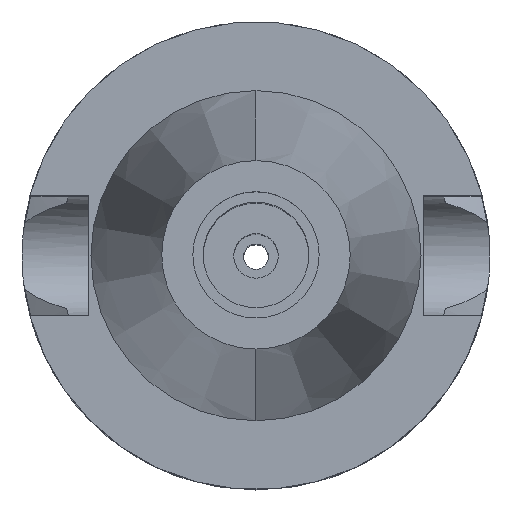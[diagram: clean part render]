
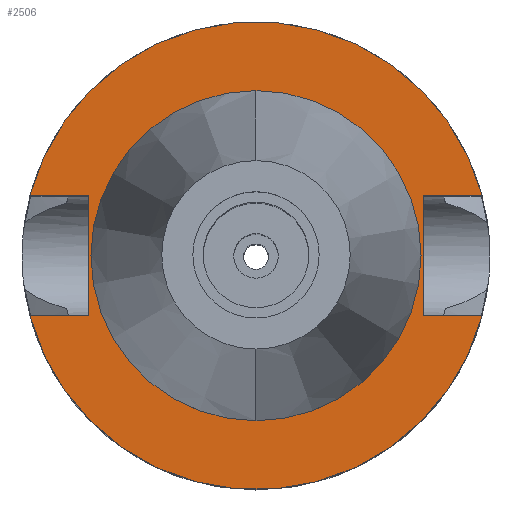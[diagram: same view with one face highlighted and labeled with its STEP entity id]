
A CAD part, top view. The second image highlights one B-rep face of the part: STEP entity #2506.
In plain terms, the highlighted planar face has unit normal (0, 0, 1).
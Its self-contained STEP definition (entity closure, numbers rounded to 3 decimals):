
#32 = DIRECTION ( 'NONE',  ( 0., -1., 0. ) ) ;
#88 = VERTEX_POINT ( 'NONE', #249 ) ;
#89 = LINE ( 'NONE', #1015, #1893 ) ;
#135 = CARTESIAN_POINT ( 'NONE',  ( 0., 0., -1. ) ) ;
#148 = CARTESIAN_POINT ( 'NONE',  ( 0., 0., -1. ) ) ;
#173 = VECTOR ( 'NONE', #990, 1000. ) ;
#175 = FACE_OUTER_BOUND ( 'NONE', #701, .T. ) ;
#212 = AXIS2_PLACEMENT_3D ( 'NONE', #1201, #2790, #2568 ) ;
#249 = CARTESIAN_POINT ( 'NONE',  ( -30.454, 8.05, -1. ) ) ;
#265 = CIRCLE ( 'NONE', #656, 22.225 ) ;
#292 = CARTESIAN_POINT ( 'NONE',  ( -30.454, -8.05, -1. ) ) ;
#319 = DIRECTION ( 'NONE',  ( 0., 1., 0. ) ) ;
#321 = CARTESIAN_POINT ( 'NONE',  ( 0., 0., -1. ) ) ;
#436 = ORIENTED_EDGE ( 'NONE', *, *, #2453, .T. ) ;
#476 = CARTESIAN_POINT ( 'NONE',  ( 30.454, 8.05, -1. ) ) ;
#518 = VERTEX_POINT ( 'NONE', #1794 ) ;
#549 = DIRECTION ( 'NONE',  ( 1., 0., 0. ) ) ;
#569 = DIRECTION ( 'NONE',  ( 0., 1., 0. ) ) ;
#643 = ORIENTED_EDGE ( 'NONE', *, *, #2564, .F. ) ;
#656 = AXIS2_PLACEMENT_3D ( 'NONE', #321, #2799, #32 ) ;
#673 = VERTEX_POINT ( 'NONE', #1992 ) ;
#701 = EDGE_LOOP ( 'NONE', ( #436, #1032, #956, #643, #1056, #1828, #870, #2280 ) ) ;
#747 = EDGE_LOOP ( 'NONE', ( #2032, #2010 ) ) ;
#838 = VERTEX_POINT ( 'NONE', #2175 ) ;
#860 = CARTESIAN_POINT ( 'NONE',  ( 0., -22.225, -1. ) ) ;
#870 = ORIENTED_EDGE ( 'NONE', *, *, #1639, .F. ) ;
#892 = VECTOR ( 'NONE', #1387, 1000. ) ;
#897 = VERTEX_POINT ( 'NONE', #476 ) ;
#909 = VECTOR ( 'NONE', #2496, 1000. ) ;
#956 = ORIENTED_EDGE ( 'NONE', *, *, #2035, .F. ) ;
#990 = DIRECTION ( 'NONE',  ( 0., -1., 0. ) ) ;
#1015 = CARTESIAN_POINT ( 'NONE',  ( 22.5, -8.05, -1. ) ) ;
#1032 = ORIENTED_EDGE ( 'NONE', *, *, #1727, .F. ) ;
#1056 = ORIENTED_EDGE ( 'NONE', *, *, #1869, .T. ) ;
#1103 = FACE_BOUND ( 'NONE', #747, .T. ) ;
#1188 = AXIS2_PLACEMENT_3D ( 'NONE', #135, #2133, #319 ) ;
#1201 = CARTESIAN_POINT ( 'NONE',  ( 0., 0., -1. ) ) ;
#1272 = CARTESIAN_POINT ( 'NONE',  ( 22.5, 8.05, -1. ) ) ;
#1351 = VERTEX_POINT ( 'NONE', #292 ) ;
#1380 = AXIS2_PLACEMENT_3D ( 'NONE', #148, #2677, #569 ) ;
#1387 = DIRECTION ( 'NONE',  ( -1., 0., 0. ) ) ;
#1397 = VERTEX_POINT ( 'NONE', #2870 ) ;
#1463 = VECTOR ( 'NONE', #2923, 1000. ) ;
#1490 = LINE ( 'NONE', #1272, #1463 ) ;
#1556 = CIRCLE ( 'NONE', #1188, 22.225 ) ;
#1557 = VERTEX_POINT ( 'NONE', #2723 ) ;
#1600 = LINE ( 'NONE', #2532, #892 ) ;
#1639 = EDGE_CURVE ( 'NONE', #838, #88, #1600, .T. ) ;
#1727 = EDGE_CURVE ( 'NONE', #1397, #1351, #2713, .T. ) ;
#1776 = CARTESIAN_POINT ( 'NONE',  ( 0., 0., -1. ) ) ;
#1788 = DIRECTION ( 'NONE',  ( -1., 0., 0. ) ) ;
#1794 = CARTESIAN_POINT ( 'NONE',  ( 0., 22.225, -1. ) ) ;
#1828 = ORIENTED_EDGE ( 'NONE', *, *, #2243, .F. ) ;
#1869 = EDGE_CURVE ( 'NONE', #1557, #897, #1490, .T. ) ;
#1893 = VECTOR ( 'NONE', #549, 1000. ) ;
#1904 = EDGE_CURVE ( 'NONE', #518, #2238, #1556, .T. ) ;
#1955 = VERTEX_POINT ( 'NONE', #2192 ) ;
#1992 = CARTESIAN_POINT ( 'NONE',  ( 22.5, -8.05, -1. ) ) ;
#2000 = AXIS2_PLACEMENT_3D ( 'NONE', #1776, #2753, #2738 ) ;
#2010 = ORIENTED_EDGE ( 'NONE', *, *, #2056, .F. ) ;
#2025 = CARTESIAN_POINT ( 'NONE',  ( -22.5, -8.05, -1. ) ) ;
#2032 = ORIENTED_EDGE ( 'NONE', *, *, #1904, .F. ) ;
#2035 = EDGE_CURVE ( 'NONE', #673, #1397, #89, .T. ) ;
#2056 = EDGE_CURVE ( 'NONE', #2238, #518, #265, .T. ) ;
#2120 = CARTESIAN_POINT ( 'NONE',  ( 22.5, 8.05, -1. ) ) ;
#2133 = DIRECTION ( 'NONE',  ( 0., 0., 1. ) ) ;
#2175 = CARTESIAN_POINT ( 'NONE',  ( -22.5, 8.05, -1. ) ) ;
#2192 = CARTESIAN_POINT ( 'NONE',  ( -22.5, -8.05, -1. ) ) ;
#2238 = VERTEX_POINT ( 'NONE', #860 ) ;
#2243 = EDGE_CURVE ( 'NONE', #88, #897, #2722, .T. ) ;
#2280 = ORIENTED_EDGE ( 'NONE', *, *, #2950, .F. ) ;
#2453 = EDGE_CURVE ( 'NONE', #1955, #1351, #2482, .T. ) ;
#2482 = LINE ( 'NONE', #2025, #2911 ) ;
#2496 = DIRECTION ( 'NONE',  ( 0., 1., 0. ) ) ;
#2506 = ADVANCED_FACE ( 'NONE', ( #175, #1103 ), #2944, .F. ) ;
#2524 = CARTESIAN_POINT ( 'NONE',  ( -22.5, -8.05, -1. ) ) ;
#2532 = CARTESIAN_POINT ( 'NONE',  ( -22.5, 8.05, -1. ) ) ;
#2564 = EDGE_CURVE ( 'NONE', #1557, #673, #2793, .T. ) ;
#2568 = DIRECTION ( 'NONE',  ( 0., -1., 0. ) ) ;
#2677 = DIRECTION ( 'NONE',  ( 0., 0., -1. ) ) ;
#2713 = CIRCLE ( 'NONE', #212, 31.5 ) ;
#2722 = CIRCLE ( 'NONE', #1380, 31.5 ) ;
#2723 = CARTESIAN_POINT ( 'NONE',  ( 22.5, 8.05, -1. ) ) ;
#2738 = DIRECTION ( 'NONE',  ( 0., -1., 0. ) ) ;
#2753 = DIRECTION ( 'NONE',  ( 0., 0., -1. ) ) ;
#2790 = DIRECTION ( 'NONE',  ( 0., 0., -1. ) ) ;
#2793 = LINE ( 'NONE', #2120, #173 ) ;
#2799 = DIRECTION ( 'NONE',  ( 0., 0., 1. ) ) ;
#2870 = CARTESIAN_POINT ( 'NONE',  ( 30.454, -8.05, -1. ) ) ;
#2911 = VECTOR ( 'NONE', #1788, 1000. ) ;
#2923 = DIRECTION ( 'NONE',  ( 1., 0., 0. ) ) ;
#2944 = PLANE ( 'NONE',  #2000 ) ;
#2950 = EDGE_CURVE ( 'NONE', #1955, #838, #2955, .T. ) ;
#2955 = LINE ( 'NONE', #2524, #909 ) ;
